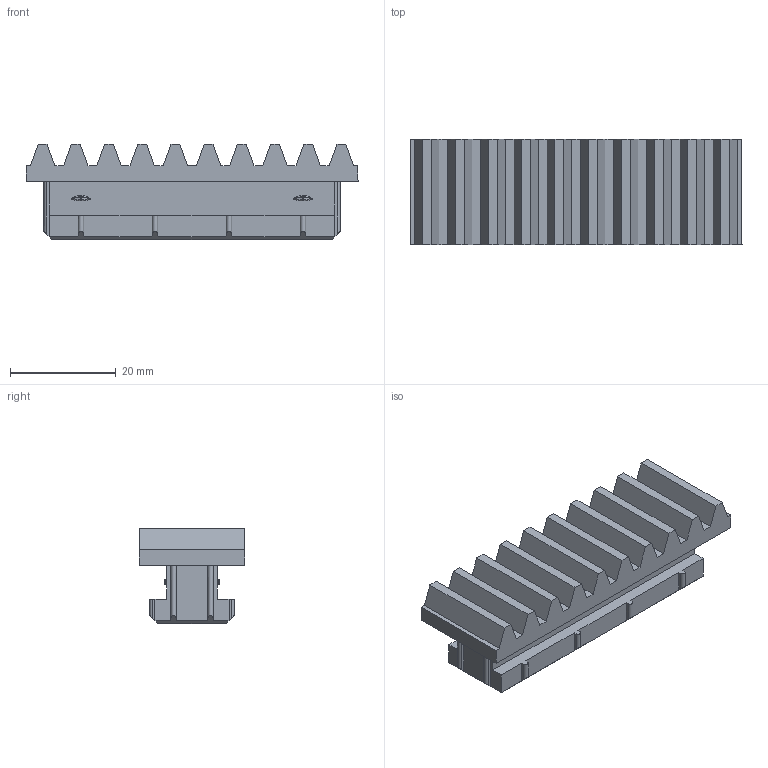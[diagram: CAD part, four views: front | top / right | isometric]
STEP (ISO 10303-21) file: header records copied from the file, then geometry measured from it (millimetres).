
FILE_DESCRIPTION (( 'STEP AP203' ), '1' );
FILE_NAME ('3_842_501_578_Bosch.step', '2024-06-10T09:32:52', ( '' ), ( '' ), 'SwSTEP 2.0', 'SolidWorks 2014', '' );
FILE_SCHEMA (( 'CONFIG_CONTROL_DESIGN' ));
Length unit declared in the file: millimetre
Products named in the file (1): 3_842_501_578_Bosch
Bounding box: 62.8 x 20 x 18 mm (x, y, z)
Volume: 9966.3 mm3; surface area: 7570.6 mm2
Topology: 1 solids, 18 shells, 171 faces, 502 edges, 341 vertices
Faces by surface type: plane 121, cylinder 26, bspline 16, sphere 8
Entity records: 11602 total; most frequent: CARTESIAN_POINT 7456, ORIENTED_EDGE 920, DIRECTION 726, EDGE_CURVE 460, LINE 342, VECTOR 342, VERTEX_POINT 298, AXIS2_PLACEMENT_3D 192
